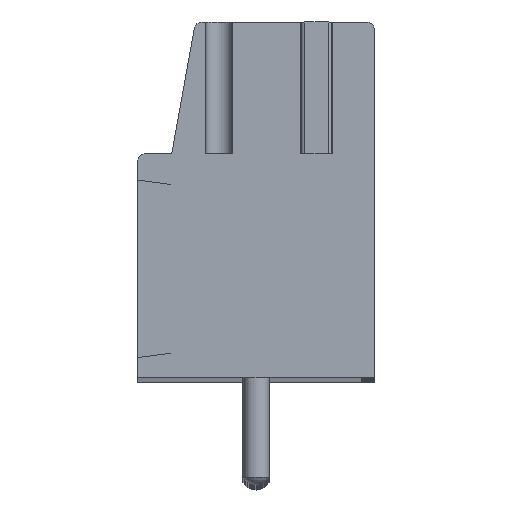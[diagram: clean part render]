
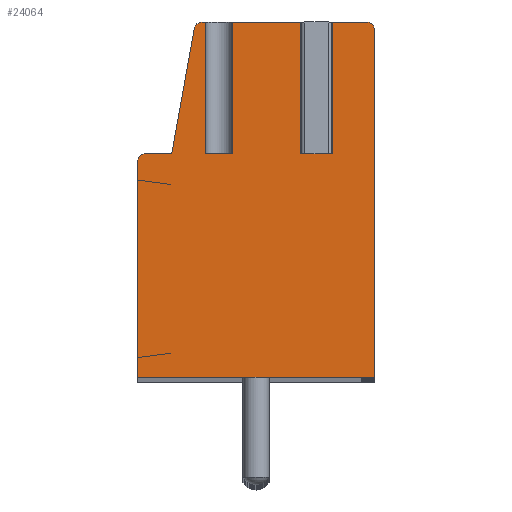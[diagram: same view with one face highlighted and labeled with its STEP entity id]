
A CAD part, top view. The second image highlights one B-rep face of the part: STEP entity #24064.
In plain terms, the highlighted planar face has unit normal (0, 0, 1).
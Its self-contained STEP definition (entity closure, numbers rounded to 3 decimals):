
#52=DIRECTION('',(1.,0.,0.));
#53=VECTOR('',#52,1.);
#54=CARTESIAN_POINT('',(-1.9,3.36,102.5));
#55=LINE('',#54,#53);
#56=DIRECTION('',(0.,1.,0.));
#57=VECTOR('',#56,5.);
#58=CARTESIAN_POINT('',(-0.9,3.36,102.5));
#59=LINE('',#58,#57);
#60=DIRECTION('',(-1.,0.,0.));
#61=VECTOR('',#60,2.8);
#62=CARTESIAN_POINT('',(1.9,8.36,102.5));
#63=LINE('',#62,#61);
#64=DIRECTION('',(0.,1.,0.));
#65=VECTOR('',#64,5.);
#66=CARTESIAN_POINT('',(1.9,3.36,102.5));
#67=LINE('',#66,#65);
#68=DIRECTION('',(1.,0.,0.));
#69=VECTOR('',#68,0.8);
#70=CARTESIAN_POINT('',(1.9,3.36,102.5));
#71=LINE('',#70,#69);
#72=DIRECTION('',(0.,1.,0.));
#73=VECTOR('',#72,5.);
#74=CARTESIAN_POINT('',(2.7,3.36,102.5));
#75=LINE('',#74,#73);
#76=DIRECTION('',(-1.,0.,0.));
#77=VECTOR('',#76,1.5);
#78=CARTESIAN_POINT('',(4.2,8.36,102.5));
#79=LINE('',#78,#77);
#80=CARTESIAN_POINT('',(4.2,8.06,102.5));
#81=DIRECTION('',(0.,0.,1.));
#82=DIRECTION('',(1.,0.,0.));
#83=AXIS2_PLACEMENT_3D('',#80,#81,#82);
#85=DIRECTION('',(0.,1.,0.));
#86=VECTOR('',#85,13.2);
#87=CARTESIAN_POINT('',(4.5,-5.14,102.5));
#88=LINE('',#87,#86);
#89=DIRECTION('',(1.,0.,0.));
#90=VECTOR('',#89,9.);
#91=CARTESIAN_POINT('',(-4.5,-5.14,102.5));
#92=LINE('',#91,#90);
#93=DIRECTION('',(0.,-1.,0.));
#94=VECTOR('',#93,8.2);
#95=CARTESIAN_POINT('',(-4.5,3.06,102.5));
#96=LINE('',#95,#94);
#97=CARTESIAN_POINT('',(-4.2,3.06,102.5));
#98=DIRECTION('',(0.,0.,1.));
#99=DIRECTION('',(0.,1.,0.));
#100=AXIS2_PLACEMENT_3D('',#97,#98,#99);
#102=DIRECTION('',(-1.,0.,0.));
#103=VECTOR('',#102,1.);
#104=CARTESIAN_POINT('',(-3.2,3.36,102.5));
#105=LINE('',#104,#103);
#106=DIRECTION('',(-0.177,-0.984,0.));
#107=VECTOR('',#106,4.829);
#108=CARTESIAN_POINT('',(-2.345,8.113,102.5));
#109=LINE('',#108,#107);
#110=CARTESIAN_POINT('',(-2.05,8.06,102.5));
#111=DIRECTION('',(0.,0.,1.));
#112=DIRECTION('',(0.,1.,0.));
#113=AXIS2_PLACEMENT_3D('',#110,#111,#112);
#115=DIRECTION('',(-1.,0.,0.));
#116=VECTOR('',#115,0.15);
#117=CARTESIAN_POINT('',(-1.9,8.36,102.5));
#118=LINE('',#117,#116);
#119=DIRECTION('',(0.,1.,0.));
#120=VECTOR('',#119,5.);
#121=CARTESIAN_POINT('',(-1.9,3.36,102.5));
#122=LINE('',#121,#120);
#18668=CARTESIAN_POINT('',(4.5,-5.14,102.5));
#18669=CARTESIAN_POINT('',(4.5,8.06,102.5));
#18670=VERTEX_POINT('',#18668);
#18671=VERTEX_POINT('',#18669);
#18672=CARTESIAN_POINT('',(4.2,8.36,102.5));
#18673=VERTEX_POINT('',#18672);
#18674=CARTESIAN_POINT('',(-2.05,8.36,102.5));
#18675=CARTESIAN_POINT('',(-2.345,8.113,102.5));
#18676=VERTEX_POINT('',#18674);
#18677=VERTEX_POINT('',#18675);
#18678=CARTESIAN_POINT('',(-3.2,3.36,102.5));
#18679=VERTEX_POINT('',#18678);
#18680=CARTESIAN_POINT('',(-4.2,3.36,102.5));
#18681=VERTEX_POINT('',#18680);
#18682=CARTESIAN_POINT('',(-4.5,3.06,102.5));
#18683=VERTEX_POINT('',#18682);
#18684=CARTESIAN_POINT('',(-4.5,-5.14,102.5));
#18685=VERTEX_POINT('',#18684);
#18983=CARTESIAN_POINT('',(1.9,3.36,102.5));
#18984=CARTESIAN_POINT('',(2.7,3.36,102.5));
#18985=VERTEX_POINT('',#18983);
#18986=VERTEX_POINT('',#18984);
#18987=CARTESIAN_POINT('',(2.7,8.36,102.5));
#18988=VERTEX_POINT('',#18987);
#18989=CARTESIAN_POINT('',(1.9,8.36,102.5));
#18990=VERTEX_POINT('',#18989);
#19011=CARTESIAN_POINT('',(-1.9,3.36,102.5));
#19012=CARTESIAN_POINT('',(-0.9,3.36,102.5));
#19013=VERTEX_POINT('',#19011);
#19014=VERTEX_POINT('',#19012);
#19015=CARTESIAN_POINT('',(-0.9,8.36,102.5));
#19016=VERTEX_POINT('',#19015);
#19017=CARTESIAN_POINT('',(-1.9,8.36,102.5));
#19018=VERTEX_POINT('',#19017);
#24023=CARTESIAN_POINT('',(0.,0.,102.5));
#24024=DIRECTION('',(0.,0.,1.));
#24025=DIRECTION('',(1.,0.,0.));
#24026=AXIS2_PLACEMENT_3D('',#24023,#24024,#24025);
#24027=PLANE('',#24026);
#24029=ORIENTED_EDGE('',*,*,#24028,.T.);
#24031=ORIENTED_EDGE('',*,*,#24030,.T.);
#24033=ORIENTED_EDGE('',*,*,#24032,.F.);
#24035=ORIENTED_EDGE('',*,*,#24034,.F.);
#24037=ORIENTED_EDGE('',*,*,#24036,.T.);
#24039=ORIENTED_EDGE('',*,*,#24038,.T.);
#24041=ORIENTED_EDGE('',*,*,#24040,.F.);
#24043=ORIENTED_EDGE('',*,*,#24042,.F.);
#24045=ORIENTED_EDGE('',*,*,#24044,.F.);
#24047=ORIENTED_EDGE('',*,*,#24046,.F.);
#24049=ORIENTED_EDGE('',*,*,#24048,.F.);
#24051=ORIENTED_EDGE('',*,*,#24050,.F.);
#24053=ORIENTED_EDGE('',*,*,#24052,.F.);
#24055=ORIENTED_EDGE('',*,*,#24054,.F.);
#24057=ORIENTED_EDGE('',*,*,#24056,.F.);
#24059=ORIENTED_EDGE('',*,*,#24058,.F.);
#24061=ORIENTED_EDGE('',*,*,#24060,.F.);
#24062=EDGE_LOOP('',(#24029,#24031,#24033,#24035,#24037,#24039,#24041,#24043,
#24045,#24047,#24049,#24051,#24053,#24055,#24057,#24059,#24061));
#24063=FACE_OUTER_BOUND('',#24062,.F.);
#84=CIRCLE('',#83,0.3);
#101=CIRCLE('',#100,0.3);
#114=CIRCLE('',#113,0.3);
#24028=EDGE_CURVE('',#19013,#19014,#55,.T.);
#24030=EDGE_CURVE('',#19014,#19016,#59,.T.);
#24032=EDGE_CURVE('',#18990,#19016,#63,.T.);
#24034=EDGE_CURVE('',#18985,#18990,#67,.T.);
#24036=EDGE_CURVE('',#18985,#18986,#71,.T.);
#24038=EDGE_CURVE('',#18986,#18988,#75,.T.);
#24040=EDGE_CURVE('',#18673,#18988,#79,.T.);
#24042=EDGE_CURVE('',#18671,#18673,#84,.T.);
#24044=EDGE_CURVE('',#18670,#18671,#88,.T.);
#24046=EDGE_CURVE('',#18685,#18670,#92,.T.);
#24048=EDGE_CURVE('',#18683,#18685,#96,.T.);
#24050=EDGE_CURVE('',#18681,#18683,#101,.T.);
#24052=EDGE_CURVE('',#18679,#18681,#105,.T.);
#24054=EDGE_CURVE('',#18677,#18679,#109,.T.);
#24056=EDGE_CURVE('',#18676,#18677,#114,.T.);
#24058=EDGE_CURVE('',#19018,#18676,#118,.T.);
#24060=EDGE_CURVE('',#19013,#19018,#122,.T.);
#24064=ADVANCED_FACE('',(#24063),#24027,.T.);
